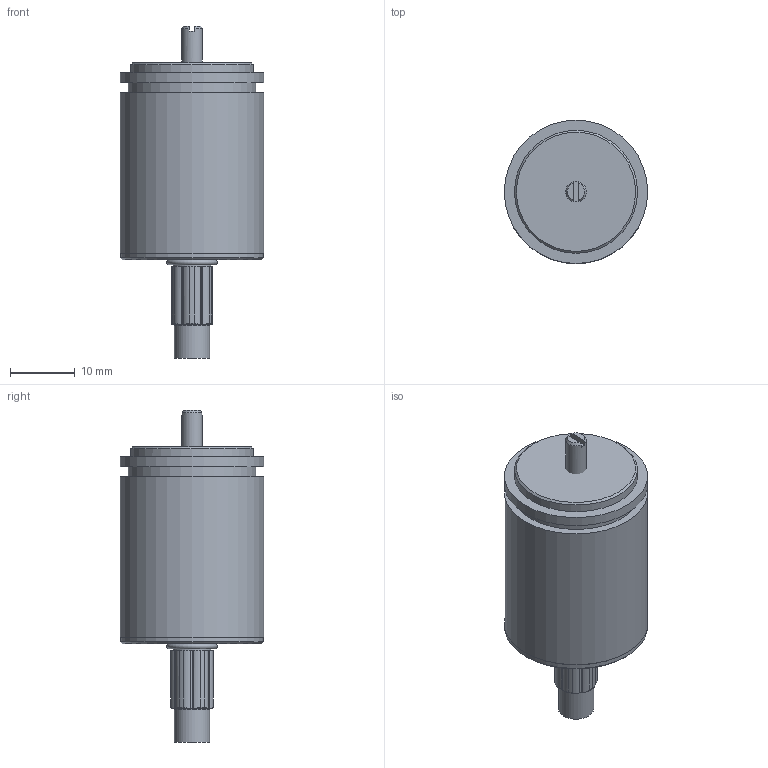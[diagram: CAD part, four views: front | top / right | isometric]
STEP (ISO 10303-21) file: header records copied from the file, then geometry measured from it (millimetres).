
FILE_DESCRIPTION(('Bauteilbeschreibung','HiCAD-Model','HiCAD-STEP-TRANSLATION','Bauteilbeschreibung'),'2;1');
FILE_NAME('VERT-X 2212_2242.STP','2009-04-28T14:00:44+00:00',('Konstrukteur'),('Konstrukteur Firma GmbH'),' HiCAD neXt 2008, Step 3.1.1401.2D ','HiCAD neXt 2008','confidential');
FILE_SCHEMA(('AUTOMOTIVE_DESIGN { 1 2 10303 214 0 1 1 1 }'));
Length unit declared in the file: millimetre
Products named in the file (5): VERT_X 2212_2242; VERT_X_2212_XXX_XXX_XXX; CABLE; SHAFT; HOUSING
Assembly tree (4 placements, depth 3):
  VERT_X 2212_2242
    VERT_X_2212_XXX_XXX_XXX
      CABLE
      SHAFT
      HOUSING
Bounding box: 22.2 x 22.2 x 51.4 mm (x, y, z)
Volume: 12167.7 mm3; surface area: 3764.5 mm2
Topology: 3 solids, 3 shells, 97 faces, 217 edges, 141 vertices
Faces by surface type: cylinder 48, plane 31, torus 10, cone 8
Full cylindrical faces by diameter (mm): 1.5 x2, 2.2 x2, 3.165 x3, 4.4 x1, 5.45 x1, 6 x1, 6.1 x1, 6.3 x1, 8 x1, 19.05 x1, 19.8 x1, 22.1 x1, 22.2 x2
Entity records: 3614 total; most frequent: CARTESIAN_POINT 621, DIRECTION 492, ORIENTED_EDGE 352, AXIS2_PLACEMENT_3D 227, EDGE_CURVE 176, COLOUR_RGB 165, PRESENTATION_STYLE_ASSIGNMENT 165, CURVE_STYLE 162
